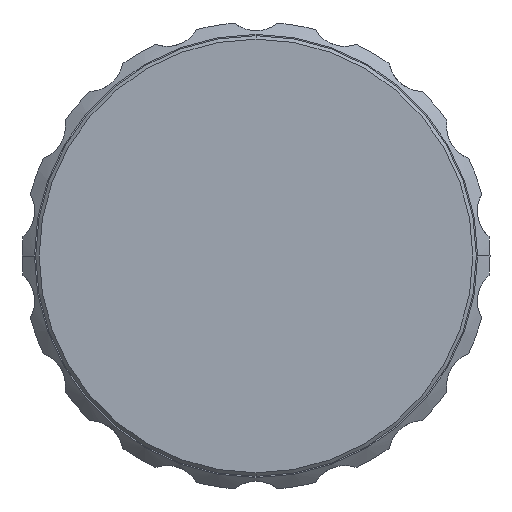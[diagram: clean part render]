
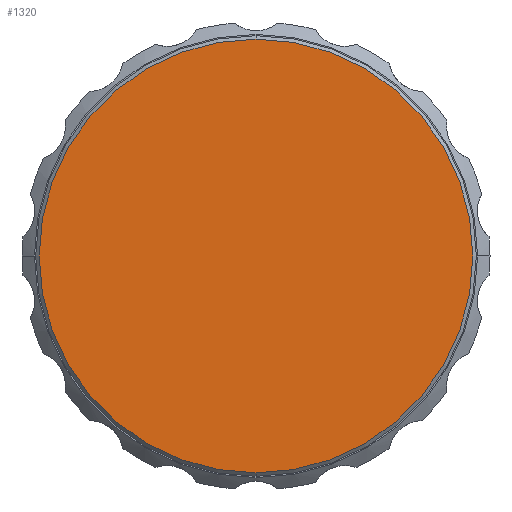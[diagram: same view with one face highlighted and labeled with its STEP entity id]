
A CAD part, front view. The second image highlights one B-rep face of the part: STEP entity #1320.
In plain terms, the highlighted planar face has unit normal (0, -1, 0).
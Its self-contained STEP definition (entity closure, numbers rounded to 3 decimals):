
#336 = CARTESIAN_POINT ( 'NONE',  ( 0., -28., -15.755 ) ) ;
#347 = EDGE_CURVE ( 'NONE', #1326, #792, #1060, .T. ) ;
#353 = PLANE ( 'NONE',  #2381 ) ;
#367 = CARTESIAN_POINT ( 'NONE',  ( 0., -28., 0. ) ) ;
#485 = EDGE_CURVE ( 'NONE', #792, #1326, #2288, .T. ) ;
#574 = DIRECTION ( 'NONE',  ( 0., 0., 1. ) ) ;
#792 = VERTEX_POINT ( 'NONE', #922 ) ;
#830 = AXIS2_PLACEMENT_3D ( 'NONE', #2168, #1447, #1819 ) ;
#922 = CARTESIAN_POINT ( 'NONE',  ( 0., -28., 15.755 ) ) ;
#1060 = CIRCLE ( 'NONE', #830, 15.755 ) ;
#1117 = DIRECTION ( 'NONE',  ( 0., 0., 1. ) ) ;
#1162 = EDGE_LOOP ( 'NONE', ( #2444, #1414 ) ) ;
#1320 = ADVANCED_FACE ( 'NONE', ( #1521 ), #353, .F. ) ;
#1326 = VERTEX_POINT ( 'NONE', #336 ) ;
#1414 = ORIENTED_EDGE ( 'NONE', *, *, #347, .F. ) ;
#1447 = DIRECTION ( 'NONE',  ( 0., 1., 0. ) ) ;
#1521 = FACE_OUTER_BOUND ( 'NONE', #1162, .T. ) ;
#1597 = AXIS2_PLACEMENT_3D ( 'NONE', #367, #1715, #574 ) ;
#1715 = DIRECTION ( 'NONE',  ( 0., 1., 0. ) ) ;
#1819 = DIRECTION ( 'NONE',  ( 0., 0., 1. ) ) ;
#2042 = CARTESIAN_POINT ( 'NONE',  ( -15.755, -28., 0. ) ) ;
#2168 = CARTESIAN_POINT ( 'NONE',  ( 0., -28., 0. ) ) ;
#2221 = DIRECTION ( 'NONE',  ( 0., 1., 0. ) ) ;
#2288 = CIRCLE ( 'NONE', #1597, 15.755 ) ;
#2381 = AXIS2_PLACEMENT_3D ( 'NONE', #2042, #2221, #1117 ) ;
#2444 = ORIENTED_EDGE ( 'NONE', *, *, #485, .F. ) ;
